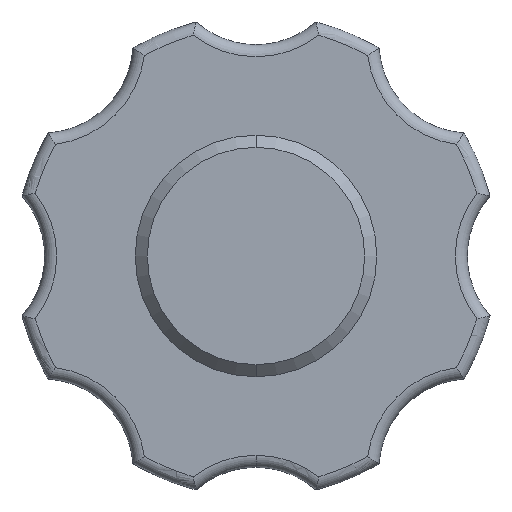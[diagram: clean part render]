
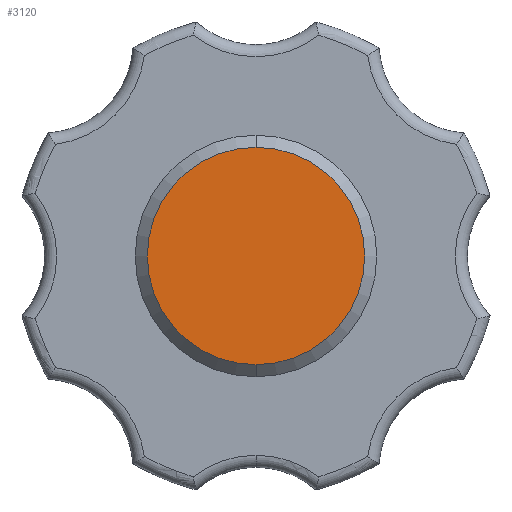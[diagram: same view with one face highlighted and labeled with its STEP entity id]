
A CAD part, front view. The second image highlights one B-rep face of the part: STEP entity #3120.
In plain terms, the highlighted planar face has unit normal (0, -1, 0).
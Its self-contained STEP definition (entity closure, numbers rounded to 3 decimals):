
#55 = FACE_OUTER_BOUND ( 'NONE', #1713, .T. ) ;
#345 = DIRECTION ( 'NONE',  ( 0., -1., 0. ) ) ;
#349 = DIRECTION ( 'NONE',  ( 0., -1., 0. ) ) ;
#438 = VERTEX_POINT ( 'NONE', #1665 ) ;
#445 = CIRCLE ( 'NONE', #616, 9. ) ;
#616 = AXIS2_PLACEMENT_3D ( 'NONE', #904, #349, #2550 ) ;
#820 = EDGE_CURVE ( 'NONE', #2651, #438, #3379, .T. ) ;
#904 = CARTESIAN_POINT ( 'NONE',  ( 0., -2., 0. ) ) ;
#1047 = DIRECTION ( 'NONE',  ( 0., 0., -1. ) ) ;
#1113 = CARTESIAN_POINT ( 'NONE',  ( 0., -2., 0. ) ) ;
#1151 = PLANE ( 'NONE',  #2106 ) ;
#1665 = CARTESIAN_POINT ( 'NONE',  ( 0., -2., -9. ) ) ;
#1713 = EDGE_LOOP ( 'NONE', ( #1965, #2869 ) ) ;
#1965 = ORIENTED_EDGE ( 'NONE', *, *, #820, .T. ) ;
#2106 = AXIS2_PLACEMENT_3D ( 'NONE', #1113, #345, #3364 ) ;
#2201 = AXIS2_PLACEMENT_3D ( 'NONE', #2418, #2935, #1047 ) ;
#2418 = CARTESIAN_POINT ( 'NONE',  ( 0., -2., 0. ) ) ;
#2550 = DIRECTION ( 'NONE',  ( 0., 0., -1. ) ) ;
#2604 = EDGE_CURVE ( 'NONE', #438, #2651, #445, .T. ) ;
#2651 = VERTEX_POINT ( 'NONE', #3225 ) ;
#2869 = ORIENTED_EDGE ( 'NONE', *, *, #2604, .T. ) ;
#2935 = DIRECTION ( 'NONE',  ( 0., -1., 0. ) ) ;
#3120 = ADVANCED_FACE ( 'NONE', ( #55 ), #1151, .T. ) ;
#3225 = CARTESIAN_POINT ( 'NONE',  ( 0., -2., 9. ) ) ;
#3364 = DIRECTION ( 'NONE',  ( 0., 0., -1. ) ) ;
#3379 = CIRCLE ( 'NONE', #2201, 9. ) ;
